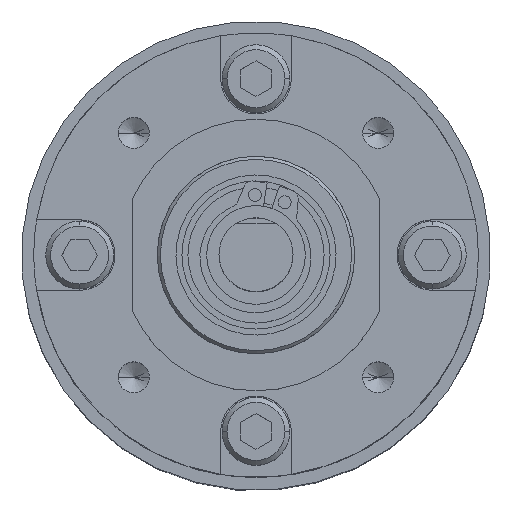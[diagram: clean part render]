
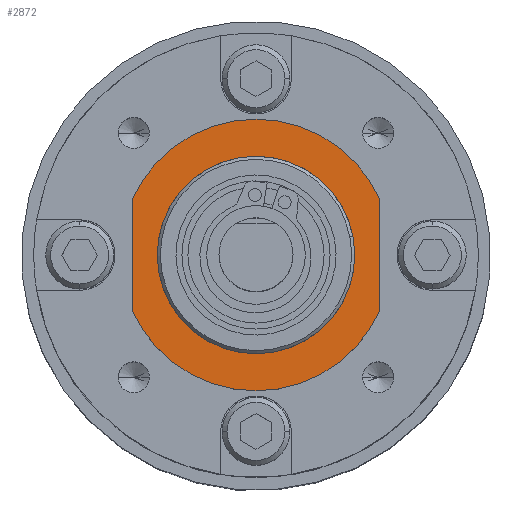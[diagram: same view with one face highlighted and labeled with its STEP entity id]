
A CAD part, top view. The second image highlights one B-rep face of the part: STEP entity #2872.
In plain terms, the highlighted planar face has unit normal (0, 0, 1).
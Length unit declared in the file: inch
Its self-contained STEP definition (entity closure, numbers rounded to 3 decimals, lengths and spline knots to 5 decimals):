
#615 = CARTESIAN_POINT ( 'NONE',  ( 0., 0., 1.03118 ) ) ;
#1171 = EDGE_CURVE ( 'NONE', #15612, #18438, #11080, .T. ) ;
#1719 = DIRECTION ( 'NONE',  ( 0., 0., 1. ) ) ;
#2872 = ADVANCED_FACE ( 'NONE', ( #25742, #7543 ), #4685, .T. ) ;
#2950 = EDGE_CURVE ( 'NONE', #5670, #12572, #25532, .T. ) ;
#3535 = EDGE_CURVE ( 'NONE', #12572, #5670, #12113, .T. ) ;
#4685 = PLANE ( 'NONE',  #21684 ) ;
#4750 = CARTESIAN_POINT ( 'NONE',  ( -0.3937, -0.18042, 1.03118 ) ) ;
#5112 = CARTESIAN_POINT ( 'NONE',  ( 0., 0., 1.03118 ) ) ;
#5670 = VERTEX_POINT ( 'NONE', #12720 ) ;
#6566 = VECTOR ( 'NONE', #8662, 39.37008 ) ;
#7543 = FACE_OUTER_BOUND ( 'NONE', #27101, .T. ) ;
#7728 = ORIENTED_EDGE ( 'NONE', *, *, #1171, .T. ) ;
#8662 = DIRECTION ( 'NONE',  ( 0., -1., 0. ) ) ;
#8988 = CIRCLE ( 'NONE', #12858, 0.43307 ) ;
#9971 = DIRECTION ( 'NONE',  ( 0., 0., 1. ) ) ;
#10831 = CIRCLE ( 'NONE', #20386, 0.43307 ) ;
#11080 = LINE ( 'NONE', #20206, #21415 ) ;
#11171 = ORIENTED_EDGE ( 'NONE', *, *, #17881, .T. ) ;
#11227 = DIRECTION ( 'NONE',  ( 0., 1., 0. ) ) ;
#12113 = CIRCLE ( 'NONE', #26483, 0.31496 ) ;
#12572 = VERTEX_POINT ( 'NONE', #22487 ) ;
#12720 = CARTESIAN_POINT ( 'NONE',  ( 0.31496, 0., 1.03118 ) ) ;
#12858 = AXIS2_PLACEMENT_3D ( 'NONE', #17981, #1719, #24741 ) ;
#13779 = DIRECTION ( 'NONE',  ( 0., 0., 1. ) ) ;
#14187 = DIRECTION ( 'NONE',  ( 1., 0., 0. ) ) ;
#14912 = VERTEX_POINT ( 'NONE', #4750 ) ;
#15612 = VERTEX_POINT ( 'NONE', #22543 ) ;
#16155 = CARTESIAN_POINT ( 'NONE',  ( 0., 0., 1.03118 ) ) ;
#16205 = ORIENTED_EDGE ( 'NONE', *, *, #2950, .F. ) ;
#16335 = CARTESIAN_POINT ( 'NONE',  ( 0., 0., 1.03118 ) ) ;
#17821 = EDGE_CURVE ( 'NONE', #23391, #14912, #29127, .T. ) ;
#17881 = EDGE_CURVE ( 'NONE', #14912, #15612, #8988, .T. ) ;
#17981 = CARTESIAN_POINT ( 'NONE',  ( 0., 0., 1.03118 ) ) ;
#18438 = VERTEX_POINT ( 'NONE', #29042 ) ;
#20206 = CARTESIAN_POINT ( 'NONE',  ( 0.3937, 0.18042, 1.03118 ) ) ;
#20209 = CARTESIAN_POINT ( 'NONE',  ( -0.3937, 0.18042, 1.03118 ) ) ;
#20386 = AXIS2_PLACEMENT_3D ( 'NONE', #16335, #20692, #20545 ) ;
#20545 = DIRECTION ( 'NONE',  ( 1., 0., 0. ) ) ;
#20692 = DIRECTION ( 'NONE',  ( 0., 0., 1. ) ) ;
#21415 = VECTOR ( 'NONE', #11227, 39.37008 ) ;
#21684 = AXIS2_PLACEMENT_3D ( 'NONE', #5112, #9971, #23643 ) ;
#22487 = CARTESIAN_POINT ( 'NONE',  ( -0.31496, 0., 1.03118 ) ) ;
#22543 = CARTESIAN_POINT ( 'NONE',  ( 0.3937, -0.18042, 1.03118 ) ) ;
#22962 = DIRECTION ( 'NONE',  ( 1., 0., 0. ) ) ;
#23211 = DIRECTION ( 'NONE',  ( 0., 0., 1. ) ) ;
#23391 = VERTEX_POINT ( 'NONE', #23930 ) ;
#23643 = DIRECTION ( 'NONE',  ( 1., 0., 0. ) ) ;
#23849 = EDGE_CURVE ( 'NONE', #18438, #23391, #10831, .T. ) ;
#23930 = CARTESIAN_POINT ( 'NONE',  ( -0.3937, 0.18042, 1.03118 ) ) ;
#24741 = DIRECTION ( 'NONE',  ( 1., 0., 0. ) ) ;
#25532 = CIRCLE ( 'NONE', #26937, 0.31496 ) ;
#25742 = FACE_BOUND ( 'NONE', #29529, .T. ) ;
#26483 = AXIS2_PLACEMENT_3D ( 'NONE', #16155, #13779, #22962 ) ;
#26937 = AXIS2_PLACEMENT_3D ( 'NONE', #615, #23211, #14187 ) ;
#27101 = EDGE_LOOP ( 'NONE', ( #11171, #7728, #28804, #29158 ) ) ;
#28039 = ORIENTED_EDGE ( 'NONE', *, *, #3535, .F. ) ;
#28804 = ORIENTED_EDGE ( 'NONE', *, *, #23849, .T. ) ;
#29042 = CARTESIAN_POINT ( 'NONE',  ( 0.3937, 0.18042, 1.03118 ) ) ;
#29127 = LINE ( 'NONE', #20209, #6566 ) ;
#29158 = ORIENTED_EDGE ( 'NONE', *, *, #17821, .T. ) ;
#29529 = EDGE_LOOP ( 'NONE', ( #16205, #28039 ) ) ;
